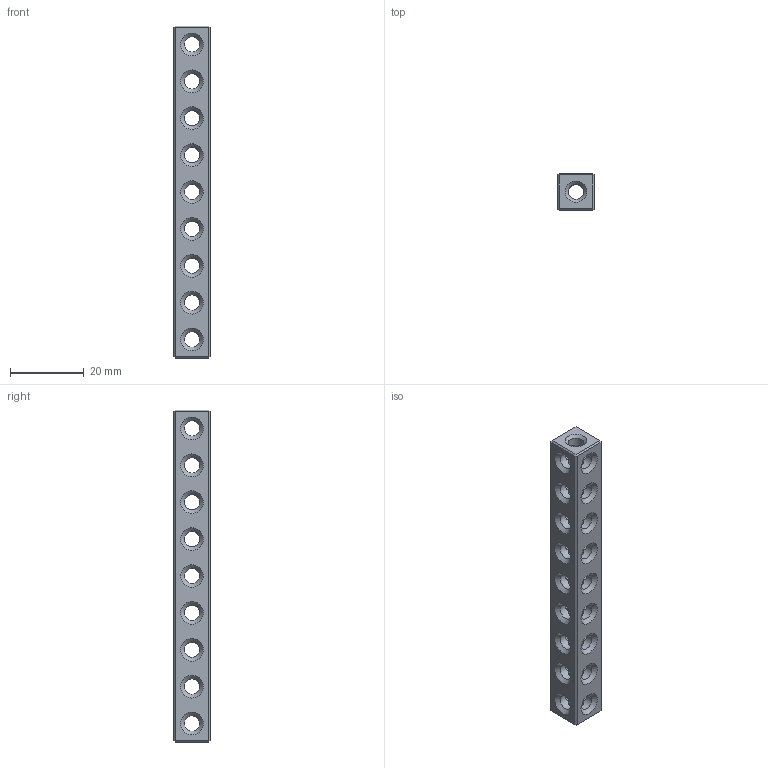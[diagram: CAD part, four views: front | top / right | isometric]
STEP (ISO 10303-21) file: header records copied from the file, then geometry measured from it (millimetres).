
FILE_DESCRIPTION(('FreeCAD Model'),'2;1');
FILE_NAME('Open CASCADE Shape Model','2024-10-01T21:22:50',('Author'),( ''),'Open CASCADE STEP processor 7.7','Ondsel','Unknown');
FILE_SCHEMA(('AUTOMOTIVE_DESIGN { 1 0 10303 214 1 1 1 1 }'));
Length unit declared in the file: millimetre
Products named in the file (1): Body
Bounding box: 10 x 10 x 90 mm (x, y, z)
Volume: 5882.7 mm3; surface area: 5143.3 mm2
Topology: 1 solids, 1 shells, 110 faces, 388 edges, 244 vertices
Faces by surface type: cylinder 46, cone 38, plane 26
Full cylindrical faces by diameter (mm): 4.2 x46
Entity records: 4446 total; most frequent: DIRECTION 866, ORIENTED_EDGE 776, CARTESIAN_POINT 743, EDGE_CURVE 388, AXIS2_PLACEMENT_3D 367, VERTEX_POINT 244, ELLIPSE 180, FACE_BOUND 148
